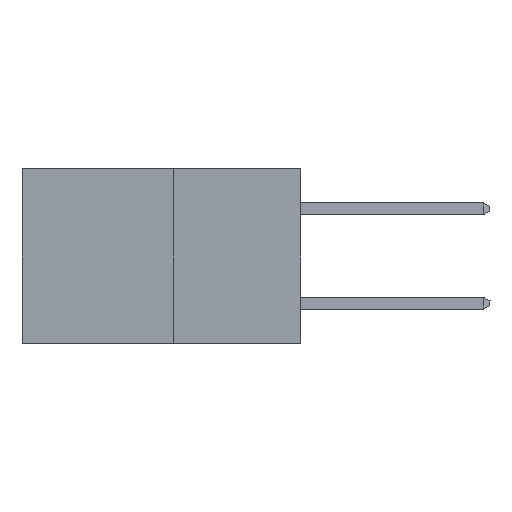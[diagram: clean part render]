
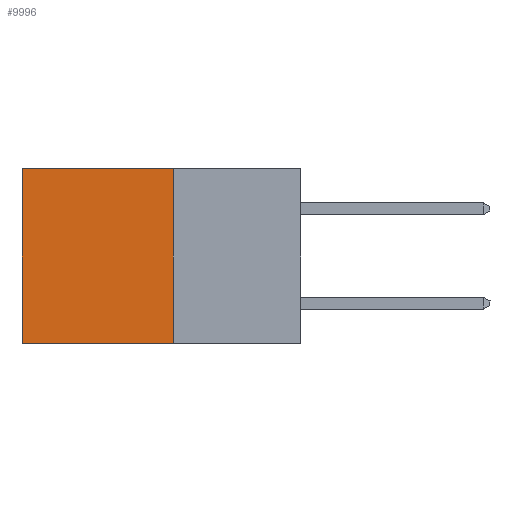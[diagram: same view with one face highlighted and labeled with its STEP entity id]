
A CAD part, left-side view. The second image highlights one B-rep face of the part: STEP entity #9996.
In plain terms, the highlighted planar face has unit normal (-1, 0, 0).
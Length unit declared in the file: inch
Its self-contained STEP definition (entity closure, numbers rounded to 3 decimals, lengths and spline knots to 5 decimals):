
#75 = EDGE_CURVE ( 'NONE', #11154, #1263, #7711, .T. ) ;
#183 = LINE ( 'NONE', #8714, #7366 ) ;
#416 = EDGE_CURVE ( 'NONE', #1263, #5548, #2826, .T. ) ;
#486 = PLANE ( 'NONE',  #2661 ) ;
#1263 = VERTEX_POINT ( 'NONE', #5779 ) ;
#2661 = AXIS2_PLACEMENT_3D ( 'NONE', #3396, #11196, #6141 ) ;
#2737 = FACE_OUTER_BOUND ( 'NONE', #4285, .T. ) ;
#2826 = LINE ( 'NONE', #4299, #7416 ) ;
#2831 = VECTOR ( 'NONE', #5133, 39.37008 ) ;
#3365 = DIRECTION ( 'NONE',  ( 0., 0., -1. ) ) ;
#3396 = CARTESIAN_POINT ( 'NONE',  ( 0.277, 0.27, -0.37 ) ) ;
#3463 = EDGE_CURVE ( 'NONE', #3944, #5548, #183, .T. ) ;
#3632 = CARTESIAN_POINT ( 'NONE',  ( 0.277, 0.27, -0.37 ) ) ;
#3760 = LINE ( 'NONE', #3632, #8025 ) ;
#3944 = VERTEX_POINT ( 'NONE', #10659 ) ;
#4285 = EDGE_LOOP ( 'NONE', ( #10520, #10988, #10893, #9352 ) ) ;
#4299 = CARTESIAN_POINT ( 'NONE',  ( 0.277, 0.59, -0.37 ) ) ;
#4672 = EDGE_CURVE ( 'NONE', #11154, #3944, #3760, .T. ) ;
#5133 = DIRECTION ( 'NONE',  ( 0., 1., 0. ) ) ;
#5436 = CARTESIAN_POINT ( 'NONE',  ( 0.277, 0.27, 0. ) ) ;
#5548 = VERTEX_POINT ( 'NONE', #10770 ) ;
#5779 = CARTESIAN_POINT ( 'NONE',  ( 0.277, 0.59, 0. ) ) ;
#6141 = DIRECTION ( 'NONE',  ( 0., 0., -1. ) ) ;
#7366 = VECTOR ( 'NONE', #8761, 39.37008 ) ;
#7416 = VECTOR ( 'NONE', #9382, 39.37008 ) ;
#7711 = LINE ( 'NONE', #7721, #2831 ) ;
#7721 = CARTESIAN_POINT ( 'NONE',  ( 0.277, 0.27, 0. ) ) ;
#8025 = VECTOR ( 'NONE', #3365, 39.37008 ) ;
#8714 = CARTESIAN_POINT ( 'NONE',  ( 0.277, 0.27, -0.37 ) ) ;
#8761 = DIRECTION ( 'NONE',  ( 0., 1., 0. ) ) ;
#9352 = ORIENTED_EDGE ( 'NONE', *, *, #75, .T. ) ;
#9382 = DIRECTION ( 'NONE',  ( 0., 0., -1. ) ) ;
#9996 = ADVANCED_FACE ( 'NONE', ( #2737 ), #486, .F. ) ;
#10520 = ORIENTED_EDGE ( 'NONE', *, *, #416, .T. ) ;
#10659 = CARTESIAN_POINT ( 'NONE',  ( 0.277, 0.27, -0.37 ) ) ;
#10770 = CARTESIAN_POINT ( 'NONE',  ( 0.277, 0.59, -0.37 ) ) ;
#10893 = ORIENTED_EDGE ( 'NONE', *, *, #4672, .F. ) ;
#10988 = ORIENTED_EDGE ( 'NONE', *, *, #3463, .F. ) ;
#11154 = VERTEX_POINT ( 'NONE', #5436 ) ;
#11196 = DIRECTION ( 'NONE',  ( 1., 0., 0. ) ) ;
